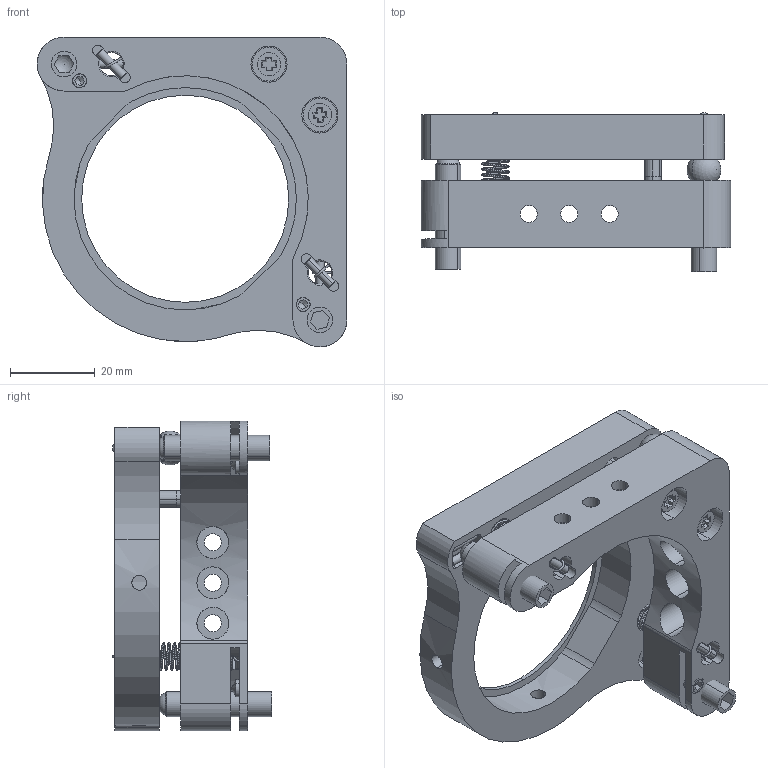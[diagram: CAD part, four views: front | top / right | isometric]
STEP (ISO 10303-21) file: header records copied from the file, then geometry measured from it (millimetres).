
FILE_DESCRIPTION (( 'STEP AP203' ), '1' );
FILE_NAME ('7-B-TNO-2(«È¤á¥Î).STEP', '2015-11-19T09:15:44', ( 'Design' ), ( '' ), 'SwSTEP 2.0', 'SolidWorks 2012', '' );
FILE_SCHEMA (( 'CONFIG_CONTROL_DESIGN' ));
Length unit declared in the file: millimetre
Products named in the file (1): 7-B-TNO-2(客戶用)
Bounding box: 73 x 37.48 x 73 mm (x, y, z)
Surface area: 25000.2 mm2 (no closed solid volume)
Topology: 0 solids, 28 shells, 434 faces, 1260 edges, 842 vertices
Faces by surface type: cylinder 242, plane 146, cone 22, torus 12, bspline 8, sphere 4
Entity records: 23739 total; most frequent: CARTESIAN_POINT 12539, DIRECTION 2330, ORIENTED_EDGE 2283, EDGE_CURVE 1247, AXIS2_PLACEMENT_3D 870, VERTEX_POINT 835, LINE 590, VECTOR 590
